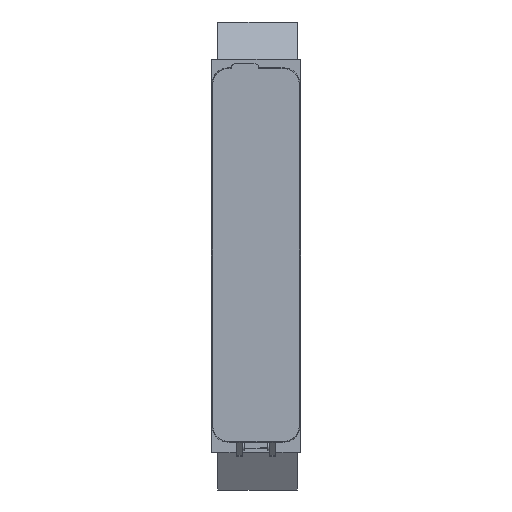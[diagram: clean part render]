
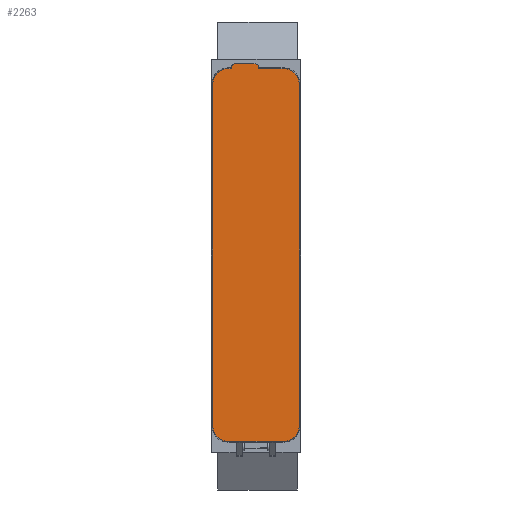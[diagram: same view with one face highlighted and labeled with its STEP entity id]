
A CAD part, left-side view. The second image highlights one B-rep face of the part: STEP entity #2263.
In plain terms, the highlighted planar face has unit normal (-1, 0, 0).
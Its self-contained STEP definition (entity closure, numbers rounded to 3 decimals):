
#413 = CARTESIAN_POINT ( 'NONE',  ( -63.35, 10.515, 47.18 ) ) ;
#439 = CARTESIAN_POINT ( 'NONE',  ( -63.35, 22.13, 43.35 ) ) ;
#566 = ORIENTED_EDGE ( 'NONE', *, *, #3709, .F. ) ;
#1844 = EDGE_CURVE ( 'NONE', #11467, #19126, #14012, .T. ) ;
#2028 = DIRECTION ( 'NONE',  ( 1., 0., 0. ) ) ;
#2144 = ORIENTED_EDGE ( 'NONE', *, *, #9534, .F. ) ;
#2263 = ADVANCED_FACE ( 'NONE', ( #24127 ), #6065, .F. ) ;
#2278 = ORIENTED_EDGE ( 'NONE', *, *, #11407, .F. ) ;
#2412 = ORIENTED_EDGE ( 'NONE', *, *, #12177, .F. ) ;
#2616 = DIRECTION ( 'NONE',  ( 0., -1., 0. ) ) ;
#2850 = AXIS2_PLACEMENT_3D ( 'NONE', #16527, #24560, #6505 ) ;
#2888 = LINE ( 'NONE', #10917, #15004 ) ;
#2942 = EDGE_CURVE ( 'NONE', #14254, #10908, #12631, .T. ) ;
#3010 = AXIS2_PLACEMENT_3D ( 'NONE', #4175, #12217, #20257 ) ;
#3191 = EDGE_CURVE ( 'NONE', #13816, #14254, #22567, .T. ) ;
#3419 = VERTEX_POINT ( 'NONE', #6796 ) ;
#3709 = EDGE_CURVE ( 'NONE', #19126, #6495, #17590, .T. ) ;
#3787 = DIRECTION ( 'NONE',  ( 1., 0., 0. ) ) ;
#3982 = CIRCLE ( 'NONE', #18735, 3.83 ) ;
#3991 = DIRECTION ( 'NONE',  ( 0., -1., 0. ) ) ;
#4093 = DIRECTION ( 'NONE',  ( 0., 0., -1. ) ) ;
#4172 = VERTEX_POINT ( 'NONE', #18968 ) ;
#4175 = CARTESIAN_POINT ( 'NONE',  ( -63.35, 4.2, 43.35 ) ) ;
#5372 = CARTESIAN_POINT ( 'NONE',  ( -63.35, 4.2, -46.68 ) ) ;
#5425 = CARTESIAN_POINT ( 'NONE',  ( -63.35, 18.3, -46.68 ) ) ;
#5860 = DIRECTION ( 'NONE',  ( 1., 0., 0. ) ) ;
#6065 = PLANE ( 'NONE',  #6927 ) ;
#6230 = CARTESIAN_POINT ( 'NONE',  ( -63.35, 11.5, 48.35 ) ) ;
#6495 = VERTEX_POINT ( 'NONE', #21694 ) ;
#6505 = DIRECTION ( 'NONE',  ( 0., 0., 1. ) ) ;
#6621 = ORIENTED_EDGE ( 'NONE', *, *, #9851, .F. ) ;
#6796 = CARTESIAN_POINT ( 'NONE',  ( -63.35, 22.13, -42.85 ) ) ;
#6927 = AXIS2_PLACEMENT_3D ( 'NONE', #14120, #22156, #4093 ) ;
#7361 = CIRCLE ( 'NONE', #22083, 3.83 ) ;
#7717 = DIRECTION ( 'NONE',  ( 1., 0., 0. ) ) ;
#7830 = AXIS2_PLACEMENT_3D ( 'NONE', #21847, #3787, #11820 ) ;
#8455 = DIRECTION ( 'NONE',  ( 0., 0., 1. ) ) ;
#8916 = LINE ( 'NONE', #16972, #22484 ) ;
#9534 = EDGE_CURVE ( 'NONE', #17308, #20419, #23484, .T. ) ;
#9851 = EDGE_CURVE ( 'NONE', #6495, #13816, #2888, .T. ) ;
#10052 = DIRECTION ( 'NONE',  ( 0., 0., -1. ) ) ;
#10908 = VERTEX_POINT ( 'NONE', #15177 ) ;
#10917 = CARTESIAN_POINT ( 'NONE',  ( -63.35, 18.3, 48.35 ) ) ;
#11407 = EDGE_CURVE ( 'NONE', #20419, #3419, #22903, .T. ) ;
#11467 = VERTEX_POINT ( 'NONE', #22070 ) ;
#11539 = AXIS2_PLACEMENT_3D ( 'NONE', #23920, #5860, #13906 ) ;
#11820 = DIRECTION ( 'NONE',  ( 0., 0., 1. ) ) ;
#12081 = VECTOR ( 'NONE', #3991, 1000. ) ;
#12177 = EDGE_CURVE ( 'NONE', #13329, #11467, #3982, .T. ) ;
#12217 = DIRECTION ( 'NONE',  ( 1., 0., 0. ) ) ;
#12448 = VECTOR ( 'NONE', #13467, 1000. ) ;
#12631 = LINE ( 'NONE', #20668, #25078 ) ;
#12678 = ORIENTED_EDGE ( 'NONE', *, *, #3191, .F. ) ;
#13128 = EDGE_CURVE ( 'NONE', #4172, #17251, #8916, .T. ) ;
#13329 = VERTEX_POINT ( 'NONE', #25781 ) ;
#13467 = DIRECTION ( 'NONE',  ( 0., 1., 0. ) ) ;
#13779 = EDGE_CURVE ( 'NONE', #17251, #17308, #7361, .T. ) ;
#13816 = VERTEX_POINT ( 'NONE', #6230 ) ;
#13882 = ORIENTED_EDGE ( 'NONE', *, *, #2942, .F. ) ;
#13906 = DIRECTION ( 'NONE',  ( 0., 1., 0. ) ) ;
#14007 = ORIENTED_EDGE ( 'NONE', *, *, #24499, .F. ) ;
#14012 = LINE ( 'NONE', #22050, #12081 ) ;
#14120 = CARTESIAN_POINT ( 'NONE',  ( -63.35, 18.3, -42.85 ) ) ;
#14254 = VERTEX_POINT ( 'NONE', #413 ) ;
#14379 = CIRCLE ( 'NONE', #3010, 3.83 ) ;
#14807 = CARTESIAN_POINT ( 'NONE',  ( -63.35, 17.483, 47.18 ) ) ;
#15004 = VECTOR ( 'NONE', #18969, 1000. ) ;
#15177 = CARTESIAN_POINT ( 'NONE',  ( -63.35, 4.2, 47.18 ) ) ;
#15770 = DIRECTION ( 'NONE',  ( 0., 1., 0. ) ) ;
#16113 = ORIENTED_EDGE ( 'NONE', *, *, #13128, .F. ) ;
#16527 = CARTESIAN_POINT ( 'NONE',  ( -63.35, 16.5, 47.352 ) ) ;
#16972 = CARTESIAN_POINT ( 'NONE',  ( -63.35, 0.37, -42.85 ) ) ;
#17106 = CARTESIAN_POINT ( 'NONE',  ( -63.35, 0.37, -42.85 ) ) ;
#17181 = EDGE_LOOP ( 'NONE', ( #12678, #6621, #566, #18493, #2412, #22436, #2278, #2144, #22182, #16113, #14007, #13882 ) ) ;
#17251 = VERTEX_POINT ( 'NONE', #17106 ) ;
#17308 = VERTEX_POINT ( 'NONE', #5372 ) ;
#17590 = CIRCLE ( 'NONE', #2850, 0.998 ) ;
#18101 = CARTESIAN_POINT ( 'NONE',  ( -63.35, 18.3, -46.68 ) ) ;
#18493 = ORIENTED_EDGE ( 'NONE', *, *, #1844, .F. ) ;
#18497 = LINE ( 'NONE', #439, #25252 ) ;
#18735 = AXIS2_PLACEMENT_3D ( 'NONE', #25774, #7717, #15770 ) ;
#18968 = CARTESIAN_POINT ( 'NONE',  ( -63.35, 0.37, 43.35 ) ) ;
#18969 = DIRECTION ( 'NONE',  ( 0., -1., 0. ) ) ;
#19126 = VERTEX_POINT ( 'NONE', #14807 ) ;
#20079 = CARTESIAN_POINT ( 'NONE',  ( -63.35, 4.2, -42.85 ) ) ;
#20257 = DIRECTION ( 'NONE',  ( 0., 0., -1. ) ) ;
#20419 = VERTEX_POINT ( 'NONE', #18101 ) ;
#20513 = EDGE_CURVE ( 'NONE', #3419, #13329, #18497, .T. ) ;
#20668 = CARTESIAN_POINT ( 'NONE',  ( -63.35, 4.2, 47.18 ) ) ;
#21694 = CARTESIAN_POINT ( 'NONE',  ( -63.35, 16.5, 48.35 ) ) ;
#21847 = CARTESIAN_POINT ( 'NONE',  ( -63.35, 11.5, 47.35 ) ) ;
#22050 = CARTESIAN_POINT ( 'NONE',  ( -63.35, 4.2, 47.18 ) ) ;
#22070 = CARTESIAN_POINT ( 'NONE',  ( -63.35, 18.343, 47.18 ) ) ;
#22083 = AXIS2_PLACEMENT_3D ( 'NONE', #20079, #2028, #10052 ) ;
#22156 = DIRECTION ( 'NONE',  ( 1., 0., 0. ) ) ;
#22182 = ORIENTED_EDGE ( 'NONE', *, *, #13779, .F. ) ;
#22436 = ORIENTED_EDGE ( 'NONE', *, *, #20513, .F. ) ;
#22484 = VECTOR ( 'NONE', #25008, 1000. ) ;
#22567 = CIRCLE ( 'NONE', #7830, 1. ) ;
#22903 = CIRCLE ( 'NONE', #11539, 3.83 ) ;
#23484 = LINE ( 'NONE', #5425, #12448 ) ;
#23920 = CARTESIAN_POINT ( 'NONE',  ( -63.35, 18.3, -42.85 ) ) ;
#24127 = FACE_OUTER_BOUND ( 'NONE', #17181, .T. ) ;
#24499 = EDGE_CURVE ( 'NONE', #10908, #4172, #14379, .T. ) ;
#24560 = DIRECTION ( 'NONE',  ( 1., 0., 0. ) ) ;
#25008 = DIRECTION ( 'NONE',  ( 0., 0., -1. ) ) ;
#25078 = VECTOR ( 'NONE', #2616, 1000. ) ;
#25252 = VECTOR ( 'NONE', #8455, 1000. ) ;
#25774 = CARTESIAN_POINT ( 'NONE',  ( -63.35, 18.3, 43.35 ) ) ;
#25781 = CARTESIAN_POINT ( 'NONE',  ( -63.35, 22.13, 43.35 ) ) ;
